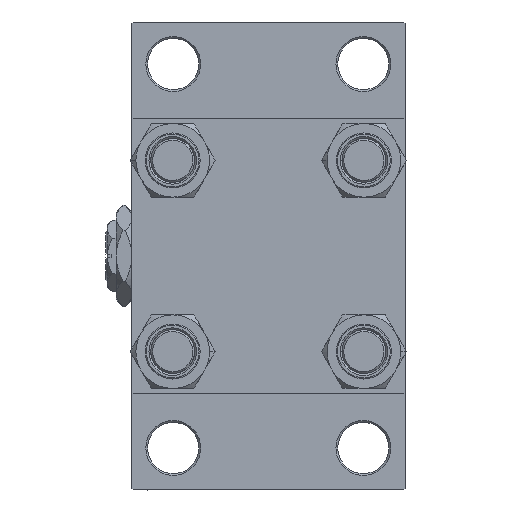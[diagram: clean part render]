
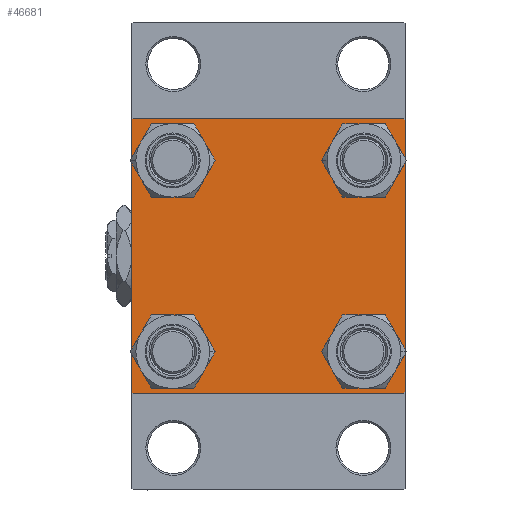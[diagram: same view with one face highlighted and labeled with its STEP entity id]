
A CAD part, left-side view. The second image highlights one B-rep face of the part: STEP entity #46681.
In plain terms, the highlighted planar face has unit normal (-1, 0, 0).
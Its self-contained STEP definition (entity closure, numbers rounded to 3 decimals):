
#39 = ORIENTED_EDGE ( 'NONE', *, *, #36345, .T. ) ;
#334 = EDGE_CURVE ( 'NONE', #26120, #41032, #23957, .T. ) ;
#458 = FACE_BOUND ( 'NONE', #29721, .T. ) ;
#1503 = LINE ( 'NONE', #49418, #41080 ) ;
#1942 = CARTESIAN_POINT ( 'NONE',  ( 0., 37.5, -37.5 ) ) ;
#2441 = VERTEX_POINT ( 'NONE', #10750 ) ;
#2448 = ORIENTED_EDGE ( 'NONE', *, *, #49437, .T. ) ;
#2472 = CARTESIAN_POINT ( 'NONE',  ( 0., -26.15, 26.15 ) ) ;
#2621 = CARTESIAN_POINT ( 'NONE',  ( 0., 37.5, 37. ) ) ;
#3082 = DIRECTION ( 'NONE',  ( 1., 0., 0. ) ) ;
#3440 = VECTOR ( 'NONE', #22412, 1000. ) ;
#4103 = EDGE_CURVE ( 'NONE', #32821, #41032, #17417, .T. ) ;
#4428 = VERTEX_POINT ( 'NONE', #42706 ) ;
#5144 = LINE ( 'NONE', #1942, #8795 ) ;
#5241 = CARTESIAN_POINT ( 'NONE',  ( 0., -37.25, -37.25 ) ) ;
#5258 = DIRECTION ( 'NONE',  ( 0., 0., 1. ) ) ;
#5609 = CARTESIAN_POINT ( 'NONE',  ( 0., -37.5, -37. ) ) ;
#6798 = CARTESIAN_POINT ( 'NONE',  ( 0., 26.15, 26.15 ) ) ;
#7695 = CARTESIAN_POINT ( 'NONE',  ( 0., -26.15, 19.65 ) ) ;
#8066 = VERTEX_POINT ( 'NONE', #47781 ) ;
#8326 = EDGE_CURVE ( 'NONE', #26120, #4428, #46354, .T. ) ;
#8377 = LINE ( 'NONE', #44876, #39664 ) ;
#8670 = FACE_OUTER_BOUND ( 'NONE', #31389, .T. ) ;
#8707 = CARTESIAN_POINT ( 'NONE',  ( 0., 26.15, 26.15 ) ) ;
#8795 = VECTOR ( 'NONE', #37941, 1000. ) ;
#9079 = AXIS2_PLACEMENT_3D ( 'NONE', #30627, #34857, #30110 ) ;
#9260 = ORIENTED_EDGE ( 'NONE', *, *, #26189, .T. ) ;
#9359 = VERTEX_POINT ( 'NONE', #22019 ) ;
#10750 = CARTESIAN_POINT ( 'NONE',  ( 0., 26.15, 32.65 ) ) ;
#10782 = AXIS2_PLACEMENT_3D ( 'NONE', #6798, #3082, #51505 ) ;
#11023 = VERTEX_POINT ( 'NONE', #47591 ) ;
#12313 = EDGE_CURVE ( 'NONE', #11023, #4428, #25300, .T. ) ;
#12864 = ORIENTED_EDGE ( 'NONE', *, *, #40086, .T. ) ;
#13150 = PLANE ( 'NONE',  #20465 ) ;
#13820 = CARTESIAN_POINT ( 'NONE',  ( 0., -37.25, 37.25 ) ) ;
#14848 = DIRECTION ( 'NONE',  ( 0., 0.707, 0.707 ) ) ;
#15036 = AXIS2_PLACEMENT_3D ( 'NONE', #40017, #43456, #27586 ) ;
#15264 = ORIENTED_EDGE ( 'NONE', *, *, #19401, .T. ) ;
#16203 = CARTESIAN_POINT ( 'NONE',  ( 0., 26.15, -26.15 ) ) ;
#16605 = CARTESIAN_POINT ( 'NONE',  ( 0., -26.15, -32.65 ) ) ;
#16773 = DIRECTION ( 'NONE',  ( 1., 0., 0. ) ) ;
#17417 = LINE ( 'NONE', #5241, #3440 ) ;
#18507 = VECTOR ( 'NONE', #20834, 1000. ) ;
#19401 = EDGE_CURVE ( 'NONE', #42113, #42014, #1503, .T. ) ;
#19861 = AXIS2_PLACEMENT_3D ( 'NONE', #44810, #16773, #36885 ) ;
#20427 = DIRECTION ( 'NONE',  ( 1., 0., 0. ) ) ;
#20465 = AXIS2_PLACEMENT_3D ( 'NONE', #49665, #24820, #28514 ) ;
#20834 = DIRECTION ( 'NONE',  ( 0., -0.707, -0.707 ) ) ;
#22019 = CARTESIAN_POINT ( 'NONE',  ( 0., 26.15, 19.65 ) ) ;
#22227 = VERTEX_POINT ( 'NONE', #37236 ) ;
#22412 = DIRECTION ( 'NONE',  ( 0., -0.707, 0.707 ) ) ;
#22597 = EDGE_CURVE ( 'NONE', #24009, #22227, #37435, .T. ) ;
#22891 = ORIENTED_EDGE ( 'NONE', *, *, #43324, .T. ) ;
#23429 = AXIS2_PLACEMENT_3D ( 'NONE', #8707, #24858, #5258 ) ;
#23957 = LINE ( 'NONE', #31616, #37107 ) ;
#24006 = ORIENTED_EDGE ( 'NONE', *, *, #37825, .T. ) ;
#24009 = VERTEX_POINT ( 'NONE', #7695 ) ;
#24268 = DIRECTION ( 'NONE',  ( 0., 0.707, -0.707 ) ) ;
#24820 = DIRECTION ( 'NONE',  ( -1., 0., 0. ) ) ;
#24858 = DIRECTION ( 'NONE',  ( 1., 0., 0. ) ) ;
#24868 = ORIENTED_EDGE ( 'NONE', *, *, #52166, .T. ) ;
#25300 = LINE ( 'NONE', #37453, #34040 ) ;
#25844 = ORIENTED_EDGE ( 'NONE', *, *, #30884, .T. ) ;
#26120 = VERTEX_POINT ( 'NONE', #41126 ) ;
#26189 = EDGE_CURVE ( 'NONE', #8066, #32821, #5144, .T. ) ;
#27586 = DIRECTION ( 'NONE',  ( 0., 0., 1. ) ) ;
#28038 = ORIENTED_EDGE ( 'NONE', *, *, #334, .F. ) ;
#28257 = CARTESIAN_POINT ( 'NONE',  ( 0., 37.25, -37.25 ) ) ;
#28514 = DIRECTION ( 'NONE',  ( 0., 0., 1. ) ) ;
#28999 = ORIENTED_EDGE ( 'NONE', *, *, #36338, .T. ) ;
#29156 = CIRCLE ( 'NONE', #19861, 6.5 ) ;
#29487 = CARTESIAN_POINT ( 'NONE',  ( 0., 26.15, -19.65 ) ) ;
#29526 = VERTEX_POINT ( 'NONE', #29487 ) ;
#29721 = EDGE_LOOP ( 'NONE', ( #39, #24868 ) ) ;
#30110 = DIRECTION ( 'NONE',  ( 0., 0., 1. ) ) ;
#30627 = CARTESIAN_POINT ( 'NONE',  ( 0., -26.15, -26.15 ) ) ;
#30884 = EDGE_CURVE ( 'NONE', #22227, #24009, #29156, .T. ) ;
#30891 = DIRECTION ( 'NONE',  ( 1., 0., 0. ) ) ;
#30983 = ORIENTED_EDGE ( 'NONE', *, *, #8326, .T. ) ;
#31055 = CIRCLE ( 'NONE', #9079, 6.5 ) ;
#31389 = EDGE_LOOP ( 'NONE', ( #15264, #2448, #9260, #51948, #28038, #30983, #50892, #22891 ) ) ;
#31616 = CARTESIAN_POINT ( 'NONE',  ( 0., -37.5, 37.5 ) ) ;
#32636 = ORIENTED_EDGE ( 'NONE', *, *, #39264, .T. ) ;
#32821 = VERTEX_POINT ( 'NONE', #47301 ) ;
#33873 = CARTESIAN_POINT ( 'NONE',  ( 0., 37.5, -37. ) ) ;
#34040 = VECTOR ( 'NONE', #41152, 1000. ) ;
#34857 = DIRECTION ( 'NONE',  ( 1., 0., 0. ) ) ;
#34864 = DIRECTION ( 'NONE',  ( 0., 0., 1. ) ) ;
#35380 = CARTESIAN_POINT ( 'NONE',  ( 0., -26.15, -26.15 ) ) ;
#35481 = ORIENTED_EDGE ( 'NONE', *, *, #22597, .T. ) ;
#36338 = EDGE_CURVE ( 'NONE', #9359, #2441, #41216, .T. ) ;
#36345 = EDGE_CURVE ( 'NONE', #44596, #45603, #31055, .T. ) ;
#36582 = DIRECTION ( 'NONE',  ( 0., 0., 1. ) ) ;
#36728 = FACE_BOUND ( 'NONE', #42513, .T. ) ;
#36885 = DIRECTION ( 'NONE',  ( 0., 0., 1. ) ) ;
#37107 = VECTOR ( 'NONE', #47760, 1000. ) ;
#37236 = CARTESIAN_POINT ( 'NONE',  ( 0., -26.15, 32.65 ) ) ;
#37435 = CIRCLE ( 'NONE', #40784, 6.5 ) ;
#37453 = CARTESIAN_POINT ( 'NONE',  ( 0., 37.5, 37.5 ) ) ;
#37757 = FACE_BOUND ( 'NONE', #49887, .T. ) ;
#37825 = EDGE_CURVE ( 'NONE', #29526, #44053, #37867, .T. ) ;
#37867 = CIRCLE ( 'NONE', #15036, 6.5 ) ;
#37941 = DIRECTION ( 'NONE',  ( 0., -1., 0. ) ) ;
#39264 = EDGE_CURVE ( 'NONE', #2441, #9359, #48825, .T. ) ;
#39664 = VECTOR ( 'NONE', #24268, 1000. ) ;
#40017 = CARTESIAN_POINT ( 'NONE',  ( 0., 26.15, -26.15 ) ) ;
#40086 = EDGE_CURVE ( 'NONE', #44053, #29526, #41213, .T. ) ;
#40784 = AXIS2_PLACEMENT_3D ( 'NONE', #2472, #42433, #50644 ) ;
#41032 = VERTEX_POINT ( 'NONE', #5609 ) ;
#41080 = VECTOR ( 'NONE', #50201, 1000. ) ;
#41126 = CARTESIAN_POINT ( 'NONE',  ( 0., -37.5, 37. ) ) ;
#41152 = DIRECTION ( 'NONE',  ( 0., -1., 0. ) ) ;
#41195 = LINE ( 'NONE', #28257, #18507 ) ;
#41213 = CIRCLE ( 'NONE', #45444, 6.5 ) ;
#41216 = CIRCLE ( 'NONE', #10782, 6.5 ) ;
#42014 = VERTEX_POINT ( 'NONE', #33873 ) ;
#42113 = VERTEX_POINT ( 'NONE', #2621 ) ;
#42342 = CARTESIAN_POINT ( 'NONE',  ( 0., 26.15, -32.65 ) ) ;
#42433 = DIRECTION ( 'NONE',  ( 1., 0., 0. ) ) ;
#42513 = EDGE_LOOP ( 'NONE', ( #25844, #35481 ) ) ;
#42706 = CARTESIAN_POINT ( 'NONE',  ( 0., -37., 37.5 ) ) ;
#43311 = VECTOR ( 'NONE', #14848, 1000. ) ;
#43324 = EDGE_CURVE ( 'NONE', #11023, #42113, #8377, .T. ) ;
#43456 = DIRECTION ( 'NONE',  ( 1., 0., 0. ) ) ;
#44053 = VERTEX_POINT ( 'NONE', #42342 ) ;
#44596 = VERTEX_POINT ( 'NONE', #50234 ) ;
#44810 = CARTESIAN_POINT ( 'NONE',  ( 0., -26.15, 26.15 ) ) ;
#44876 = CARTESIAN_POINT ( 'NONE',  ( 0., 37.25, 37.25 ) ) ;
#45428 = FACE_BOUND ( 'NONE', #47295, .T. ) ;
#45444 = AXIS2_PLACEMENT_3D ( 'NONE', #16203, #20427, #36582 ) ;
#45603 = VERTEX_POINT ( 'NONE', #16605 ) ;
#46354 = LINE ( 'NONE', #13820, #43311 ) ;
#46681 = ADVANCED_FACE ( 'NONE', ( #36728, #458, #37757, #45428, #8670 ), #13150, .T. ) ;
#47250 = AXIS2_PLACEMENT_3D ( 'NONE', #35380, #30891, #34864 ) ;
#47295 = EDGE_LOOP ( 'NONE', ( #32636, #28999 ) ) ;
#47301 = CARTESIAN_POINT ( 'NONE',  ( 0., -37., -37.5 ) ) ;
#47591 = CARTESIAN_POINT ( 'NONE',  ( 0., 37., 37.5 ) ) ;
#47760 = DIRECTION ( 'NONE',  ( 0., 0., -1. ) ) ;
#47781 = CARTESIAN_POINT ( 'NONE',  ( 0., 37., -37.5 ) ) ;
#48825 = CIRCLE ( 'NONE', #23429, 6.5 ) ;
#49418 = CARTESIAN_POINT ( 'NONE',  ( 0., 37.5, 37.5 ) ) ;
#49437 = EDGE_CURVE ( 'NONE', #42014, #8066, #41195, .T. ) ;
#49665 = CARTESIAN_POINT ( 'NONE',  ( 0., 0., 0. ) ) ;
#49887 = EDGE_LOOP ( 'NONE', ( #24006, #12864 ) ) ;
#50201 = DIRECTION ( 'NONE',  ( 0., 0., -1. ) ) ;
#50234 = CARTESIAN_POINT ( 'NONE',  ( 0., -26.15, -19.65 ) ) ;
#50614 = CIRCLE ( 'NONE', #47250, 6.5 ) ;
#50644 = DIRECTION ( 'NONE',  ( 0., 0., 1. ) ) ;
#50892 = ORIENTED_EDGE ( 'NONE', *, *, #12313, .F. ) ;
#51505 = DIRECTION ( 'NONE',  ( 0., 0., 1. ) ) ;
#51948 = ORIENTED_EDGE ( 'NONE', *, *, #4103, .T. ) ;
#52166 = EDGE_CURVE ( 'NONE', #45603, #44596, #50614, .T. ) ;
